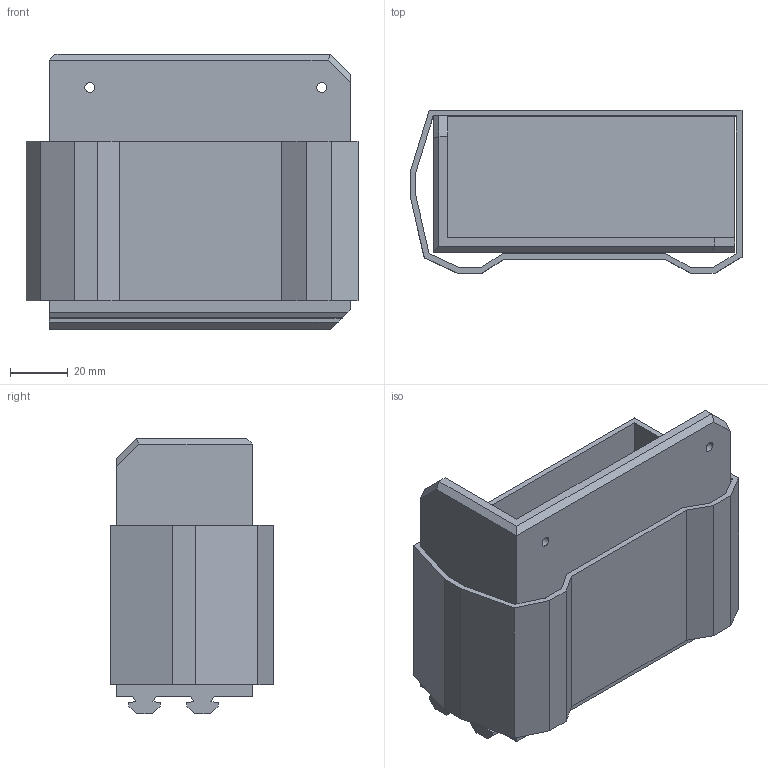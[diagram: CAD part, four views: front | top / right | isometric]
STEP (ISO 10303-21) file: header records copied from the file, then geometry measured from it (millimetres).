
FILE_DESCRIPTION(/* description */ ('STEP AP242 Edition 2','CAx-IF Rec.Pracs.---Representation and Presentation of Product Manufacturing Information (PMI)---4.0---2014-10-13','CAx-IF Rec.Pracs.---3D Tessellated Geometry---0.4---2014-09-14','2;1','CAx-IF Rec.Pracs.---User Defined Attributes---1.5---2016-08-15'),/* implementation_level */ '2;1');
FILE_NAME(/* name */ '6929e7e5b854f3b4fee1f3d7',/* time_stamp */ '2025-11-28T18:20:22Z',/* author */ (''),/* organization */ (''),/* preprocessor_version */ 'ST-DEVELOPER v20',/* originating_system */ 'ONSHAPE BY PTC INC, 1.207',/* authorisation */ ' ');
FILE_SCHEMA (('AP242_MANAGED_MODEL_BASED_3D_ENGINEERING_MIM_LF { 1 0 10303 442 3 1 4 }'));
Length unit declared in the file: metre
Products named in the file (2): PsuMount; PsuCover
Bounding box: 114.5 x 56.38 x 95.03 mm (x, y, z)
Volume: 125788.1 mm3; surface area: 76304.7 mm2
Topology: 2 solids, 2 shells, 65 faces, 181 edges, 120 vertices
Faces by surface type: plane 62, cylinder 3
Full cylindrical faces by diameter (mm): 3.4 x2, 3.5 x1
Entity records: 2085 total; most frequent: CARTESIAN_POINT 363, ORIENTED_EDGE 354, DIRECTION 317, EDGE_CURVE 177, LINE 171, VECTOR 171, VERTEX_POINT 119, EDGE_LOOP 76
